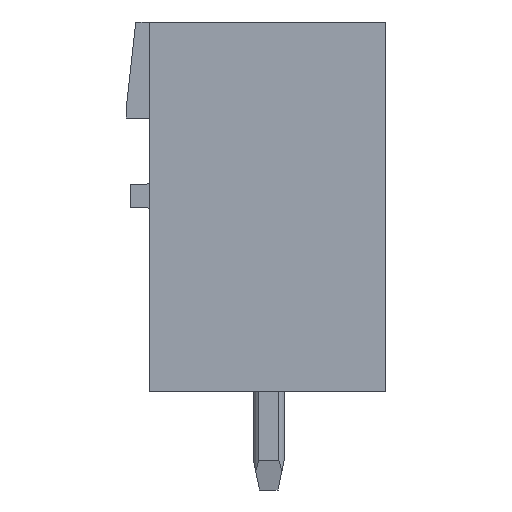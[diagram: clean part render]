
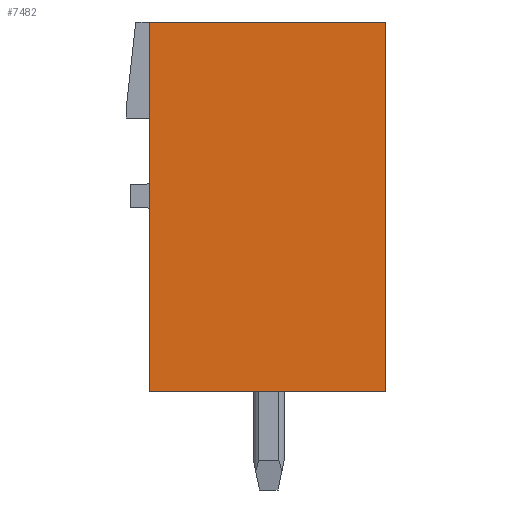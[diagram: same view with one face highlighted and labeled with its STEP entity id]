
A CAD part, left-side view. The second image highlights one B-rep face of the part: STEP entity #7482.
In plain terms, the highlighted planar face has unit normal (-1, 0, 0).
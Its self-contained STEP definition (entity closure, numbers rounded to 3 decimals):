
#7474=AXIS2_PLACEMENT_3D('Plane Axis2P3D',#7471,#7472,#7473) ;
#49=CARTESIAN_POINT('Vertex',(0.,0.,15.2)) ;
#52=CARTESIAN_POINT('Line Origine',(0.,0.,9.2)) ;
#56=CARTESIAN_POINT('Vertex',(0.,0.,3.2)) ;
#115=CARTESIAN_POINT('Vertex',(0.,7.68,15.2)) ;
#118=CARTESIAN_POINT('Line Origine',(0.,3.84,15.2)) ;
#1666=CARTESIAN_POINT('Vertex',(0.,7.68,3.2)) ;
#1669=CARTESIAN_POINT('Line Origine',(0.,7.68,9.2)) ;
#1943=CARTESIAN_POINT('Line Origine',(0.,3.84,3.2)) ;
#7471=CARTESIAN_POINT('Axis2P3D Location',(0.,0.,0.)) ;
#53=DIRECTION('Vector Direction',(0.,0.,-1.)) ;
#119=DIRECTION('Vector Direction',(0.,-1.,0.)) ;
#1670=DIRECTION('Vector Direction',(0.,0.,-1.)) ;
#1944=DIRECTION('Vector Direction',(0.,1.,0.)) ;
#7472=DIRECTION('Axis2P3D Direction',(-1.,0.,0.)) ;
#7473=DIRECTION('Axis2P3D XDirection',(0.,0.,1.)) ;
#54=VECTOR('Line Direction',#53,1.) ;
#120=VECTOR('Line Direction',#119,1.) ;
#1671=VECTOR('Line Direction',#1670,1.) ;
#1945=VECTOR('Line Direction',#1944,1.) ;
#7477=ORIENTED_EDGE('',*,*,#122,.T.) ;
#7478=ORIENTED_EDGE('',*,*,#1673,.T.) ;
#7479=ORIENTED_EDGE('',*,*,#1947,.T.) ;
#7480=ORIENTED_EDGE('',*,*,#58,.T.) ;
#7482=ADVANCED_FACE('HOUSING',(#7481),#7475,.T.) ;
#58=EDGE_CURVE('',#57,#50,#55,.F.) ;
#122=EDGE_CURVE('',#50,#116,#121,.F.) ;
#1673=EDGE_CURVE('',#116,#1667,#1672,.T.) ;
#1947=EDGE_CURVE('',#1667,#57,#1946,.F.) ;
#7476=EDGE_LOOP('',(#7477,#7478,#7479,#7480)) ;
#7481=FACE_OUTER_BOUND('',#7476,.T.) ;
#55=LINE('Line',#52,#54) ;
#121=LINE('Line',#118,#120) ;
#1672=LINE('Line',#1669,#1671) ;
#1946=LINE('Line',#1943,#1945) ;
#7475=PLANE('',#7474) ;
#50=VERTEX_POINT('',#49) ;
#57=VERTEX_POINT('',#56) ;
#116=VERTEX_POINT('',#115) ;
#1667=VERTEX_POINT('',#1666) ;
